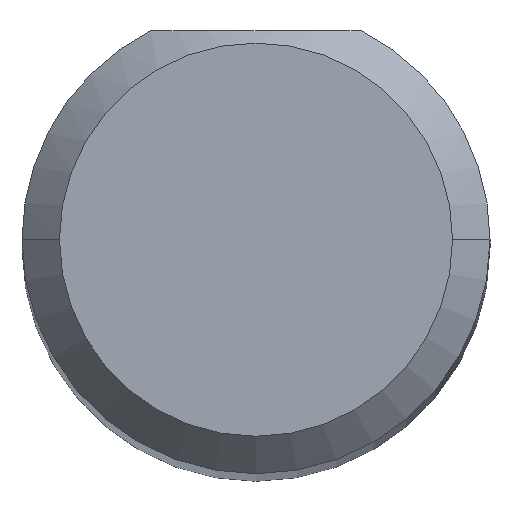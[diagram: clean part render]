
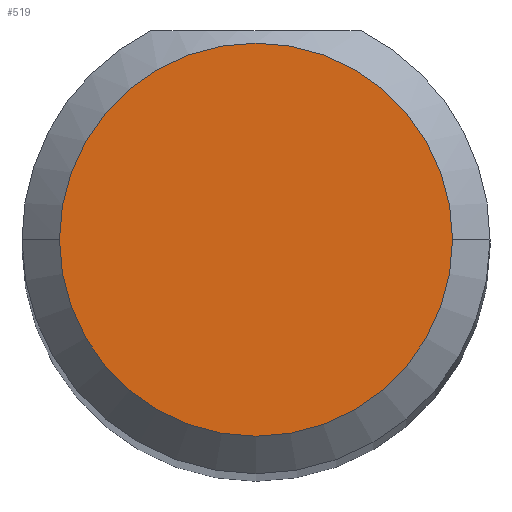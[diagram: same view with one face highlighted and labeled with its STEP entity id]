
A CAD part, top view. The second image highlights one B-rep face of the part: STEP entity #519.
In plain terms, the highlighted planar face has unit normal (0, 0, 1).
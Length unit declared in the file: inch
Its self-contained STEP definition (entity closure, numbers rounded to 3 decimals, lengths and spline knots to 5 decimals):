
#1 = EDGE_CURVE ( 'NONE', #237, #359, #145, .T. ) ;
#36 = ORIENTED_EDGE ( 'NONE', *, *, #1, .F. ) ;
#52 = EDGE_CURVE ( 'NONE', #359, #237, #245, .T. ) ;
#55 = DIRECTION ( 'NONE',  ( 0., 0., -1. ) ) ;
#66 = FACE_OUTER_BOUND ( 'NONE', #189, .T. ) ;
#121 = PLANE ( 'NONE',  #155 ) ;
#145 = CIRCLE ( 'NONE', #454, 0.07875 ) ;
#155 = AXIS2_PLACEMENT_3D ( 'NONE', #423, #387, #556 ) ;
#189 = EDGE_LOOP ( 'NONE', ( #36, #399 ) ) ;
#190 = CARTESIAN_POINT ( 'NONE',  ( 0.29625, 0., 2. ) ) ;
#221 = CARTESIAN_POINT ( 'NONE',  ( 0.375, 0., 2. ) ) ;
#237 = VERTEX_POINT ( 'NONE', #487 ) ;
#245 = CIRCLE ( 'NONE', #295, 0.07875 ) ;
#295 = AXIS2_PLACEMENT_3D ( 'NONE', #221, #515, #300 ) ;
#300 = DIRECTION ( 'NONE',  ( -1., 0., 0. ) ) ;
#359 = VERTEX_POINT ( 'NONE', #190 ) ;
#387 = DIRECTION ( 'NONE',  ( 0., 0., 1. ) ) ;
#399 = ORIENTED_EDGE ( 'NONE', *, *, #52, .F. ) ;
#423 = CARTESIAN_POINT ( 'NONE',  ( 0.375, 0., 2. ) ) ;
#454 = AXIS2_PLACEMENT_3D ( 'NONE', #457, #55, #493 ) ;
#457 = CARTESIAN_POINT ( 'NONE',  ( 0.375, 0., 2. ) ) ;
#487 = CARTESIAN_POINT ( 'NONE',  ( 0.45375, 0., 2. ) ) ;
#493 = DIRECTION ( 'NONE',  ( -1., 0., 0. ) ) ;
#515 = DIRECTION ( 'NONE',  ( 0., 0., -1. ) ) ;
#519 = ADVANCED_FACE ( 'NONE', ( #66 ), #121, .T. ) ;
#556 = DIRECTION ( 'NONE',  ( -1., 0., 0. ) ) ;
